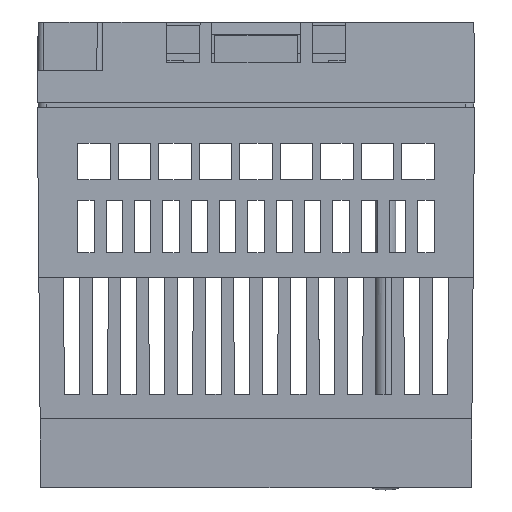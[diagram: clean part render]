
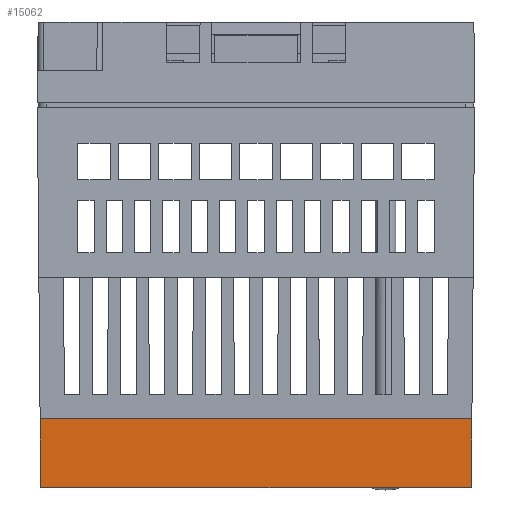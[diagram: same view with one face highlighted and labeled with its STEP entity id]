
A CAD part, left-side view. The second image highlights one B-rep face of the part: STEP entity #15062.
In plain terms, the highlighted face is planar.
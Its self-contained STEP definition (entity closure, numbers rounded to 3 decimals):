
#337 = VECTOR ( 'NONE', #8229, 1000. ) ;
#978 = ORIENTED_EDGE ( 'NONE', *, *, #10063, .T. ) ;
#1200 = VECTOR ( 'NONE', #8485, 1000. ) ;
#2754 = DIRECTION ( 'NONE',  ( -0.026, 1., -0.009 ) ) ;
#3262 = EDGE_LOOP ( 'NONE', ( #4507, #14685, #978, #21295 ) ) ;
#4010 = VECTOR ( 'NONE', #7207, 1000. ) ;
#4270 = EDGE_CURVE ( 'NONE', #17784, #7844, #23303, .T. ) ;
#4507 = ORIENTED_EDGE ( 'NONE', *, *, #7038, .F. ) ;
#7038 = EDGE_CURVE ( 'NONE', #7844, #15767, #15727, .T. ) ;
#7207 = DIRECTION ( 'NONE',  ( -0.026, 1., 0.009 ) ) ;
#7844 = VERTEX_POINT ( 'NONE', #18621 ) ;
#8229 = DIRECTION ( 'NONE',  ( 0., 0., -1. ) ) ;
#8466 = FACE_OUTER_BOUND ( 'NONE', #3262, .T. ) ;
#8485 = DIRECTION ( 'NONE',  ( 0., 0., -1. ) ) ;
#9233 = VECTOR ( 'NONE', #2754, 1000. ) ;
#10063 = EDGE_CURVE ( 'NONE', #17784, #18774, #15851, .T. ) ;
#12147 = DIRECTION ( 'NONE',  ( 1., 0.026, 0. ) ) ;
#14109 = CARTESIAN_POINT ( 'NONE',  ( 22.75, 38.5, -26.664 ) ) ;
#14111 = DIRECTION ( 'NONE',  ( -0.026, 1., 0. ) ) ;
#14621 = CARTESIAN_POINT ( 'NONE',  ( 22.527, 47., -26.59 ) ) ;
#14685 = ORIENTED_EDGE ( 'NONE', *, *, #4270, .F. ) ;
#14891 = AXIS2_PLACEMENT_3D ( 'NONE', #16431, #12147, #14111 ) ;
#15062 = ADVANCED_FACE ( 'NONE', ( #8466 ), #16318, .T. ) ;
#15727 = LINE ( 'NONE', #19297, #337 ) ;
#15767 = VERTEX_POINT ( 'NONE', #14621 ) ;
#15851 = LINE ( 'NONE', #16095, #1200 ) ;
#16095 = CARTESIAN_POINT ( 'NONE',  ( 22.75, 38.5, -27. ) ) ;
#16318 = PLANE ( 'NONE',  #14891 ) ;
#16431 = CARTESIAN_POINT ( 'NONE',  ( 22.75, 38.5, -27. ) ) ;
#16547 = LINE ( 'NONE', #18527, #4010 ) ;
#17784 = VERTEX_POINT ( 'NONE', #18141 ) ;
#18141 = CARTESIAN_POINT ( 'NONE',  ( 22.75, 38.5, 26.664 ) ) ;
#18527 = CARTESIAN_POINT ( 'NONE',  ( 22.75, 38.5, -26.664 ) ) ;
#18621 = CARTESIAN_POINT ( 'NONE',  ( 22.527, 47., 26.59 ) ) ;
#18774 = VERTEX_POINT ( 'NONE', #14109 ) ;
#19297 = CARTESIAN_POINT ( 'NONE',  ( 22.527, 47., -27. ) ) ;
#19857 = CARTESIAN_POINT ( 'NONE',  ( 22.75, 38.5, 26.664 ) ) ;
#21295 = ORIENTED_EDGE ( 'NONE', *, *, #23822, .T. ) ;
#23303 = LINE ( 'NONE', #19857, #9233 ) ;
#23822 = EDGE_CURVE ( 'NONE', #18774, #15767, #16547, .T. ) ;
